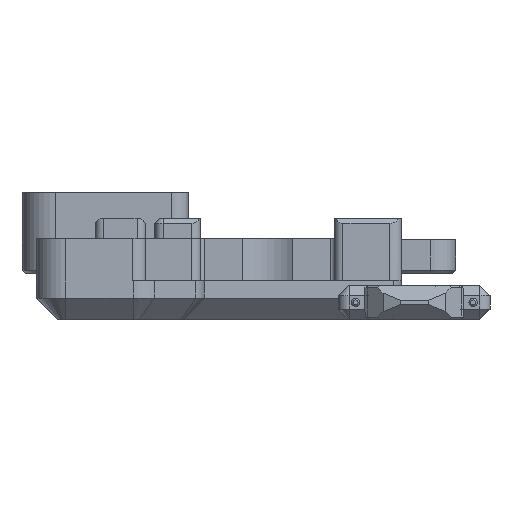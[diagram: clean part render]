
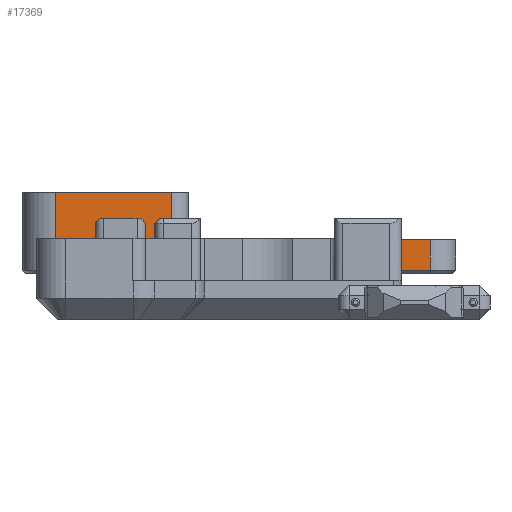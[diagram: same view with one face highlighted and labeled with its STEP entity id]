
A CAD part, front view. The second image highlights one B-rep face of the part: STEP entity #17369.
In plain terms, the highlighted planar face has unit normal (0, -1, 0).
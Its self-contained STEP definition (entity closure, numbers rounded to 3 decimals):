
#571=PLANE('',#18436);
#1166=FACE_OUTER_BOUND('',#2131,.T.);
#2131=EDGE_LOOP('',(#12367,#12368,#12369,#12370,#12371,#12372));
#3197=LINE('',#25970,#5000);
#3227=LINE('',#26077,#5030);
#3229=LINE('',#26083,#5032);
#3230=LINE('',#26085,#5033);
#3231=LINE('',#26087,#5034);
#3232=LINE('',#26088,#5035);
#5000=VECTOR('',#20544,10.);
#5030=VECTOR('',#20630,10.);
#5032=VECTOR('',#20636,10.);
#5033=VECTOR('',#20637,10.);
#5034=VECTOR('',#20638,10.);
#5035=VECTOR('',#20639,10.);
#7559=VERTEX_POINT('',#25953);
#7567=VERTEX_POINT('',#25968);
#7616=VERTEX_POINT('',#26076);
#7618=VERTEX_POINT('',#26082);
#7619=VERTEX_POINT('',#26084);
#7620=VERTEX_POINT('',#26086);
#9393=EDGE_CURVE('',#7559,#7567,#3197,.T.);
#9445=EDGE_CURVE('',#7616,#7559,#3227,.T.);
#9448=EDGE_CURVE('',#7567,#7618,#3229,.T.);
#9449=EDGE_CURVE('',#7618,#7619,#3230,.T.);
#9450=EDGE_CURVE('',#7619,#7620,#3231,.T.);
#9451=EDGE_CURVE('',#7620,#7616,#3232,.T.);
#12367=ORIENTED_EDGE('',*,*,#9445,.T.);
#12368=ORIENTED_EDGE('',*,*,#9393,.T.);
#12369=ORIENTED_EDGE('',*,*,#9448,.T.);
#12370=ORIENTED_EDGE('',*,*,#9449,.T.);
#12371=ORIENTED_EDGE('',*,*,#9450,.T.);
#12372=ORIENTED_EDGE('',*,*,#9451,.T.);
#17369=ADVANCED_FACE('',(#1166),#571,.F.);
#18436=AXIS2_PLACEMENT_3D('',#26081,#20634,#20635);
#20544=DIRECTION('',(0.,0.,1.));
#20630=DIRECTION('',(1.,0.,0.));
#20634=DIRECTION('center_axis',(0.,1.,0.));
#20635=DIRECTION('ref_axis',(0.,0.,-1.));
#20636=DIRECTION('',(-1.,0.,0.));
#20637=DIRECTION('',(0.,0.,-1.));
#20638=DIRECTION('',(1.,0.,0.));
#20639=DIRECTION('',(0.,0.,1.));
#25953=CARTESIAN_POINT('',(111.635,-12.8,104.469));
#25968=CARTESIAN_POINT('',(111.635,-12.8,118.279));
#25970=CARTESIAN_POINT('',(111.635,-12.8,73.679));
#26076=CARTESIAN_POINT('',(106.035,-12.8,104.469));
#26077=CARTESIAN_POINT('',(106.035,-12.8,104.469));
#26081=CARTESIAN_POINT('Origin',(106.035,-12.8,122.279));
#26082=CARTESIAN_POINT('',(102.435,-12.8,118.279));
#26083=CARTESIAN_POINT('',(106.035,-12.8,118.279));
#26084=CARTESIAN_POINT('',(102.435,-12.8,73.679));
#26085=CARTESIAN_POINT('',(102.435,-12.8,108.379));
#26086=CARTESIAN_POINT('',(106.035,-12.8,73.679));
#26087=CARTESIAN_POINT('',(105.035,-12.8,73.679));
#26088=CARTESIAN_POINT('',(106.035,-12.8,108.379));
